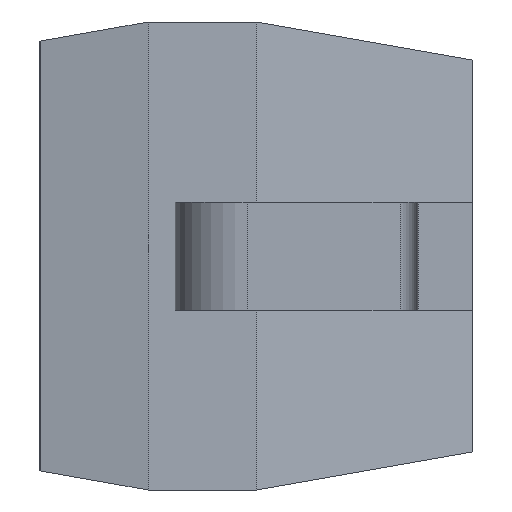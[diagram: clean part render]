
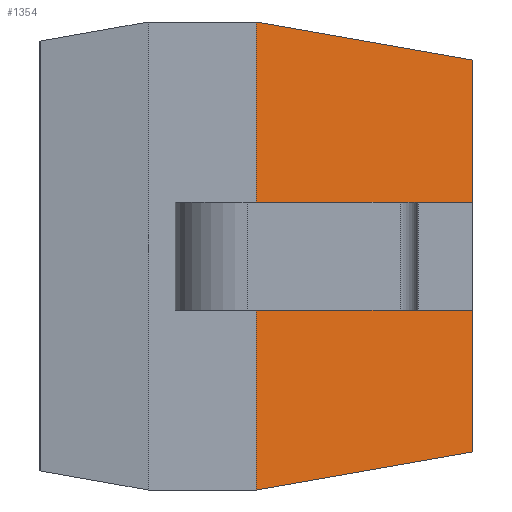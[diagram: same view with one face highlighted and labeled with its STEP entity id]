
A CAD part, left-side view. The second image highlights one B-rep face of the part: STEP entity #1354.
In plain terms, the highlighted planar face has unit normal (-0.985, -0.174, 0).
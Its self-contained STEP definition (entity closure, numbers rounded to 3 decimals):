
#1096 = CARTESIAN_POINT ( 'NONE',  ( -0.85, 0.6, -0.65 ) ) ;
#1097 = VERTEX_POINT ( 'NONE', #1096 ) ;
#1127 = CARTESIAN_POINT ( 'NONE',  ( -0.85, 0.6, 0.65 ) ) ;
#1128 = VERTEX_POINT ( 'NONE', #1127 ) ;
#1129 = CARTESIAN_POINT ( 'NONE',  ( -0.85, 0.6, 0.65 ) ) ;
#1130 = DIRECTION ( 'NONE',  ( 0., 0., 1. ) ) ;
#1131 = VECTOR ( 'NONE', #1130, 1000. ) ;
#1132 = LINE ( 'NONE', #1129, #1131 ) ;
#1133 = EDGE_CURVE ( 'NONE', #1097, #1128, #1132, .T. ) ;
#1179 = CARTESIAN_POINT ( 'NONE',  ( -0.744, 0., 0.544 ) ) ;
#1180 = VERTEX_POINT ( 'NONE', #1179 ) ;
#1181 = CARTESIAN_POINT ( 'NONE',  ( -0.744, 0., -0.544 ) ) ;
#1182 = VERTEX_POINT ( 'NONE', #1181 ) ;
#1183 = CARTESIAN_POINT ( 'NONE',  ( -0.744, 0., -0.65 ) ) ;
#1184 = DIRECTION ( 'NONE',  ( 0., 0., -1. ) ) ;
#1185 = VECTOR ( 'NONE', #1184, 1000. ) ;
#1186 = LINE ( 'NONE', #1183, #1185 ) ;
#1187 = EDGE_CURVE ( 'NONE', #1180, #1182, #1186, .T. ) ;
#1299 = CARTESIAN_POINT ( 'NONE',  ( -0.85, 0.6, 0.65 ) ) ;
#1300 = DIRECTION ( 'NONE',  ( -0.171, 0.97, 0.171 ) ) ;
#1301 = VECTOR ( 'NONE', #1300, 1000. ) ;
#1302 = LINE ( 'NONE', #1299, #1301 ) ;
#1303 = EDGE_CURVE ( 'NONE', #1180, #1128, #1302, .T. ) ;
#1338 = ORIENTED_EDGE ( 'NONE', *, *, #1303, .T. ) ;
#1339 = ORIENTED_EDGE ( 'NONE', *, *, #1133, .F. ) ;
#1340 = CARTESIAN_POINT ( 'NONE',  ( -0.813, 0.393, -0.613 ) ) ;
#1341 = DIRECTION ( 'NONE',  ( -0.171, 0.97, -0.171 ) ) ;
#1342 = VECTOR ( 'NONE', #1341, 1000. ) ;
#1343 = LINE ( 'NONE', #1340, #1342 ) ;
#1344 = EDGE_CURVE ( 'NONE', #1182, #1097, #1343, .T. ) ;
#1345 = ORIENTED_EDGE ( 'NONE', *, *, #1344, .F. ) ;
#1346 = ORIENTED_EDGE ( 'NONE', *, *, #1187, .F. ) ;
#1347 = EDGE_LOOP ( 'NONE', ( #1338, #1339, #1345, #1346 ) ) ;
#1348 = FACE_OUTER_BOUND ( 'NONE', #1347, .T. ) ;
#1349 = CARTESIAN_POINT ( 'NONE',  ( -0.85, 0.6, 0.65 ) ) ;
#1350 = DIRECTION ( 'NONE',  ( -0.985, -0.174, 0. ) ) ;
#1351 = DIRECTION ( 'NONE',  ( 0., 0., -1. ) ) ;
#1352 = AXIS2_PLACEMENT_3D ( 'NONE', #1349, #1350, #1351 ) ;
#1353 = PLANE ( 'NONE', #1352 ) ;
#1354 = ADVANCED_FACE ( 'NONE', ( #1348 ), #1353, .T. ) ;
